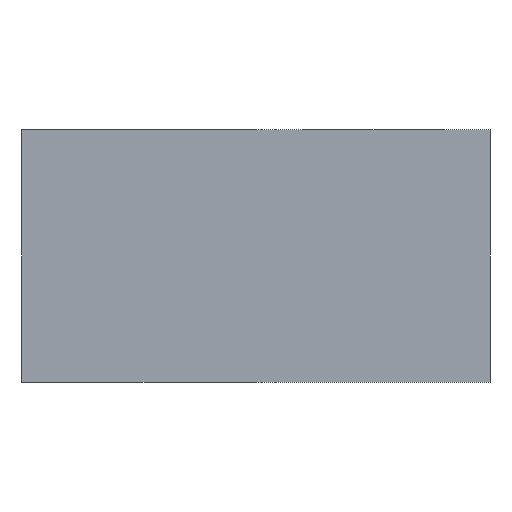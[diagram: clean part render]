
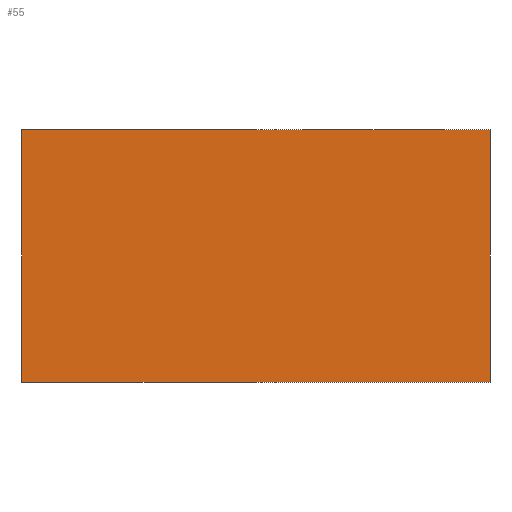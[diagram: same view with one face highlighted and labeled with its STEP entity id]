
A CAD part, front view. The second image highlights one B-rep face of the part: STEP entity #55.
In plain terms, the highlighted free-form (B-spline) face has degree [1, 1] with [2, 2] control points.
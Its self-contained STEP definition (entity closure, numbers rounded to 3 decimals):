
#55=ADVANCED_FACE('',(#261),#6453,.T.);
#261=FACE_OUTER_BOUND('',#467,.T.);
#467=EDGE_LOOP('',(#713,#714,#715,#716));
#713=ORIENTED_EDGE('',*,*,#4157,.T.);
#714=ORIENTED_EDGE('',*,*,#4158,.T.);
#715=ORIENTED_EDGE('',*,*,#4159,.T.);
#716=ORIENTED_EDGE('',*,*,#4160,.T.);
#1697=PCURVE('',#6453,#2681);
#1698=PCURVE('',#6453,#2682);
#1699=PCURVE('',#6453,#2683);
#1700=PCURVE('',#6453,#2684);
#1704=PCURVE('',#6454,#2688);
#1710=PCURVE('',#6456,#2694);
#1716=PCURVE('',#6457,#2700);
#1717=PCURVE('',#6458,#2701);
#2681=DEFINITIONAL_REPRESENTATION('',(#4650),#10790);
#2682=DEFINITIONAL_REPRESENTATION('',(#4652),#10790);
#2683=DEFINITIONAL_REPRESENTATION('',(#4654),#10790);
#2684=DEFINITIONAL_REPRESENTATION('',(#4656),#10790);
#2688=DEFINITIONAL_REPRESENTATION('',(#4663),#10790);
#2694=DEFINITIONAL_REPRESENTATION('',(#4673),#10790);
#2700=DEFINITIONAL_REPRESENTATION('',(#4680),#10790);
#2701=DEFINITIONAL_REPRESENTATION('',(#4681),#10790);
#3665=SURFACE_CURVE('',#4649,(#1697,#1716),.PCURVE_S1.);
#3666=SURFACE_CURVE('',#4651,(#1698,#1704),.PCURVE_S1.);
#3667=SURFACE_CURVE('',#4653,(#1699,#1717),.PCURVE_S1.);
#3668=SURFACE_CURVE('',#4655,(#1700,#1710),.PCURVE_S1.);
#4157=EDGE_CURVE('',#6125,#6126,#3665,.T.);
#4158=EDGE_CURVE('',#6126,#6127,#3666,.T.);
#4159=EDGE_CURVE('',#6127,#6128,#3667,.T.);
#4160=EDGE_CURVE('',#6128,#6125,#3668,.T.);
#4649=B_SPLINE_CURVE_WITH_KNOTS('',1,(#7837,#7838),.UNSPECIFIED.,.F.,.F.,
(2,2),(0.,5.),.UNSPECIFIED.);
#4650=B_SPLINE_CURVE_WITH_KNOTS('',1,(#7839,#7840),.UNSPECIFIED.,.F.,.F.,
(2,2),(0.,5.),.UNSPECIFIED.);
#4651=B_SPLINE_CURVE_WITH_KNOTS('',1,(#7841,#7842),.UNSPECIFIED.,.F.,.F.,
(2,2),(0.,2.7),.UNSPECIFIED.);
#4652=B_SPLINE_CURVE_WITH_KNOTS('',1,(#7843,#7844),.UNSPECIFIED.,.F.,.F.,
(2,2),(0.,2.7),.UNSPECIFIED.);
#4653=B_SPLINE_CURVE_WITH_KNOTS('',1,(#7845,#7846),.UNSPECIFIED.,.F.,.F.,
(2,2),(-5.,0.),.UNSPECIFIED.);
#4654=B_SPLINE_CURVE_WITH_KNOTS('',1,(#7847,#7848),.UNSPECIFIED.,.F.,.F.,
(2,2),(-5.,0.),.UNSPECIFIED.);
#4655=B_SPLINE_CURVE_WITH_KNOTS('',1,(#7849,#7850),.UNSPECIFIED.,.F.,.F.,
(2,2),(-2.7,0.),.UNSPECIFIED.);
#4656=B_SPLINE_CURVE_WITH_KNOTS('',1,(#7851,#7852),.UNSPECIFIED.,.F.,.F.,
(2,2),(-2.7,0.),.UNSPECIFIED.);
#4663=B_SPLINE_CURVE_WITH_KNOTS('',1,(#7865,#7866),.UNSPECIFIED.,.F.,.F.,
(2,2),(0.,2.7),.UNSPECIFIED.);
#4673=B_SPLINE_CURVE_WITH_KNOTS('',1,(#7885,#7886),.UNSPECIFIED.,.F.,.F.,
(2,2),(-2.7,0.),.UNSPECIFIED.);
#4680=B_SPLINE_CURVE_WITH_KNOTS('',1,(#7899,#7900),.UNSPECIFIED.,.F.,.F.,
(2,2),(0.,5.),.UNSPECIFIED.);
#4681=B_SPLINE_CURVE_WITH_KNOTS('',1,(#7901,#7902),.UNSPECIFIED.,.F.,.F.,
(2,2),(-5.,0.),.UNSPECIFIED.);
#6125=VERTEX_POINT('',#7509);
#6126=VERTEX_POINT('',#7510);
#6127=VERTEX_POINT('',#7511);
#6128=VERTEX_POINT('',#7512);
#6453=B_SPLINE_SURFACE_WITH_KNOTS('',1,1,((#6685,#6686),(#6687,#6688)),
 .UNSPECIFIED.,.F.,.F.,.F.,(2,2),(2,2),(0.,5.),(0.,2.7),.UNSPECIFIED.);
#6454=B_SPLINE_SURFACE_WITH_KNOTS('',1,1,((#6689,#6690),(#6691,#6692)),
 .UNSPECIFIED.,.F.,.F.,.F.,(2,2),(2,2),(5.,56.),(0.,2.7),.UNSPECIFIED.);
#6456=B_SPLINE_SURFACE_WITH_KNOTS('',1,1,((#6697,#6698),(#6699,#6700)),
 .UNSPECIFIED.,.F.,.F.,.F.,(2,2),(2,2),(61.,112.),(0.,2.7),
 .UNSPECIFIED.);
#6457=B_SPLINE_SURFACE_WITH_KNOTS('',1,1,((#6701,#6702),(#6703,#6704)),
 .UNSPECIFIED.,.F.,.F.,.F.,(2,2),(2,2),(0.,51.),(0.,5.),.UNSPECIFIED.);
#6458=B_SPLINE_SURFACE_WITH_KNOTS('',1,1,((#6705,#6706),(#6707,#6708)),
 .UNSPECIFIED.,.F.,.F.,.F.,(2,2),(2,2),(0.,5.),(0.,51.),.UNSPECIFIED.);
#6685=CARTESIAN_POINT('',(-2.5,-25.5,0.));
#6686=CARTESIAN_POINT('',(-2.5,-25.5,2.7));
#6687=CARTESIAN_POINT('',(2.5,-25.5,0.));
#6688=CARTESIAN_POINT('',(2.5,-25.5,2.7));
#6689=CARTESIAN_POINT('',(2.5,-25.5,0.));
#6690=CARTESIAN_POINT('',(2.5,-25.5,2.7));
#6691=CARTESIAN_POINT('',(2.5,25.5,0.));
#6692=CARTESIAN_POINT('',(2.5,25.5,2.7));
#6697=CARTESIAN_POINT('',(-2.5,25.5,0.));
#6698=CARTESIAN_POINT('',(-2.5,25.5,2.7));
#6699=CARTESIAN_POINT('',(-2.5,-25.5,0.));
#6700=CARTESIAN_POINT('',(-2.5,-25.5,2.7));
#6701=CARTESIAN_POINT('',(-2.5,-25.5,0.));
#6702=CARTESIAN_POINT('',(2.5,-25.5,0.));
#6703=CARTESIAN_POINT('',(-2.5,25.5,0.));
#6704=CARTESIAN_POINT('',(2.5,25.5,0.));
#6705=CARTESIAN_POINT('',(-2.5,-25.5,2.7));
#6706=CARTESIAN_POINT('',(-2.5,25.5,2.7));
#6707=CARTESIAN_POINT('',(2.5,-25.5,2.7));
#6708=CARTESIAN_POINT('',(2.5,25.5,2.7));
#7509=CARTESIAN_POINT('',(-2.5,-25.5,0.));
#7510=CARTESIAN_POINT('',(2.5,-25.5,0.));
#7511=CARTESIAN_POINT('',(2.5,-25.5,2.7));
#7512=CARTESIAN_POINT('',(-2.5,-25.5,2.7));
#7837=CARTESIAN_POINT('',(-2.5,-25.5,0.));
#7838=CARTESIAN_POINT('',(2.5,-25.5,0.));
#7839=CARTESIAN_POINT('',(0.,0.));
#7840=CARTESIAN_POINT('',(5.,0.));
#7841=CARTESIAN_POINT('',(2.5,-25.5,0.));
#7842=CARTESIAN_POINT('',(2.5,-25.5,2.7));
#7843=CARTESIAN_POINT('',(5.,0.));
#7844=CARTESIAN_POINT('',(5.,2.7));
#7845=CARTESIAN_POINT('',(2.5,-25.5,2.7));
#7846=CARTESIAN_POINT('',(-2.5,-25.5,2.7));
#7847=CARTESIAN_POINT('',(5.,2.7));
#7848=CARTESIAN_POINT('',(0.,2.7));
#7849=CARTESIAN_POINT('',(-2.5,-25.5,2.7));
#7850=CARTESIAN_POINT('',(-2.5,-25.5,0.));
#7851=CARTESIAN_POINT('',(0.,2.7));
#7852=CARTESIAN_POINT('',(0.,0.));
#7865=CARTESIAN_POINT('',(5.,0.));
#7866=CARTESIAN_POINT('',(5.,2.7));
#7885=CARTESIAN_POINT('',(112.,2.7));
#7886=CARTESIAN_POINT('',(112.,0.));
#7899=CARTESIAN_POINT('',(0.,0.));
#7900=CARTESIAN_POINT('',(0.,5.));
#7901=CARTESIAN_POINT('',(5.,0.));
#7902=CARTESIAN_POINT('',(0.,0.));
#10790=(
GEOMETRIC_REPRESENTATION_CONTEXT(2)
PARAMETRIC_REPRESENTATION_CONTEXT()
REPRESENTATION_CONTEXT('pspace','')
);
